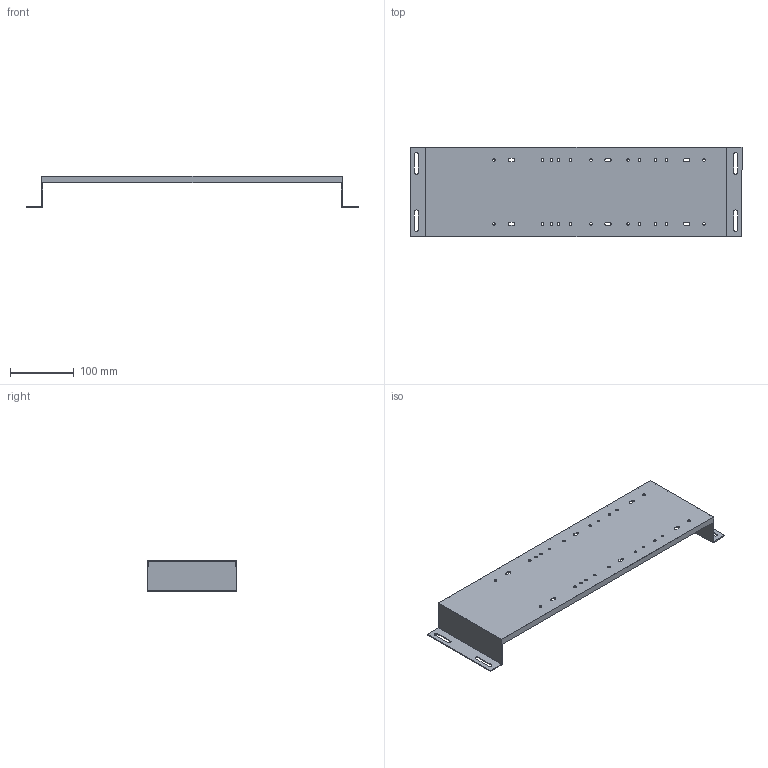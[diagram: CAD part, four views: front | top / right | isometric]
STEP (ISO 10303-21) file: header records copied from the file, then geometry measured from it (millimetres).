
FILE_DESCRIPTION (( 'STEP AP214' ), '1' );
FILE_NAME ('YKI10-03-31 Ïàíåëü äëÿ óñòàíîâêè ÂÀ88-32 (33) äëÿ ÏÐ-3.STEP', '2016-08-30T11:57:08', ( '' ), ( '' ), 'SwSTEP 2.0', 'SolidWorks 2014', '' );
FILE_SCHEMA (( 'AUTOMOTIVE_DESIGN' ));
Length unit declared in the file: millimetre
Products named in the file (1): YKI10-03-31 Ïàíåëü äëÿ óñòàíîâêè  ÂÀ88-32 (33) äëÿ ÏÐ-3
Bounding box: 520 x 140 x 49 mm (x, y, z)
Volume: 139021.9 mm3; surface area: 188692.5 mm2
Topology: 1 solids, 1 shells, 108 faces, 318 edges, 212 vertices
Faces by surface type: cylinder 70, plane 38
Entity records: 5012 total; most frequent: DIRECTION 676, CARTESIAN_POINT 639, ORIENTED_EDGE 636, EDGE_CURVE 318, AXIS2_PLACEMENT_3D 249, VERTEX_POINT 212, VECTOR 178, LINE 178
